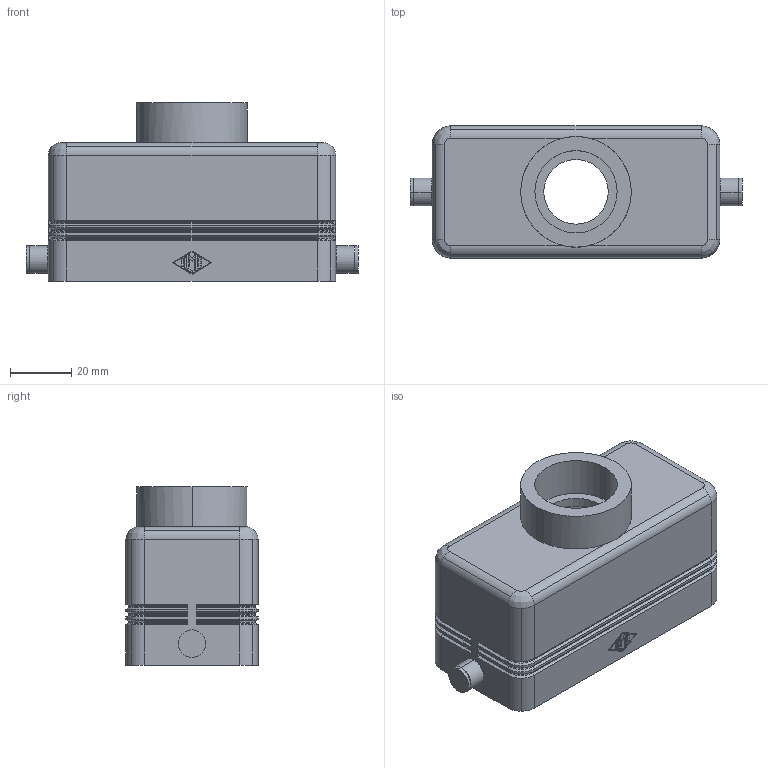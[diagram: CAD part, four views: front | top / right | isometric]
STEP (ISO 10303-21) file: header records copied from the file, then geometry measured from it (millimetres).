
FILE_DESCRIPTION((''),'2;1');
FILE_NAME('CHV 16 L.stp','2006-12-22T10:30:38',('gembarski'),(''),'Autodesk Inventor 7','Autodesk Inventor 7','');
FILE_SCHEMA(('AUTOMOTIVE_DESIGN { 1 0 10303 214 1 1 1 1 }'));
Length unit declared in the file: millimetre
Products named in the file (1): CHV 16 L
Bounding box: 108 x 43 x 58 mm (x, y, z)
Volume: 56656.9 mm3; surface area: 33743 mm2
Topology: 1 solids, 1 shells, 401 faces, 973 edges, 590 vertices
Faces by surface type: cylinder 162, bspline 119, plane 108, cone 12
Entity records: 13412 total; most frequent: CARTESIAN_POINT 4162, DIRECTION 1947, ORIENTED_EDGE 1930, EDGE_CURVE 965, AXIS2_PLACEMENT_3D 699, VERTEX_POINT 590, VECTOR 549, LINE 549
